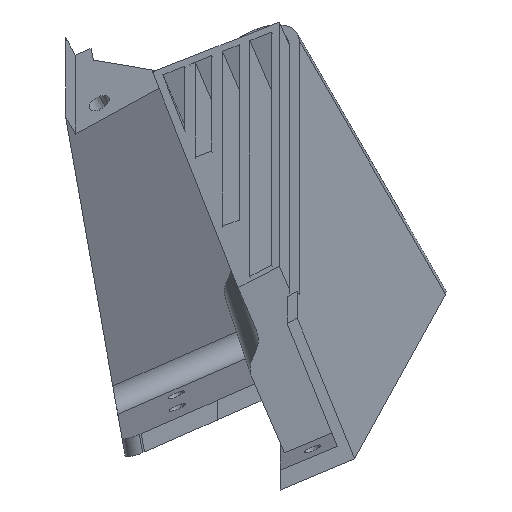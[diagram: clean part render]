
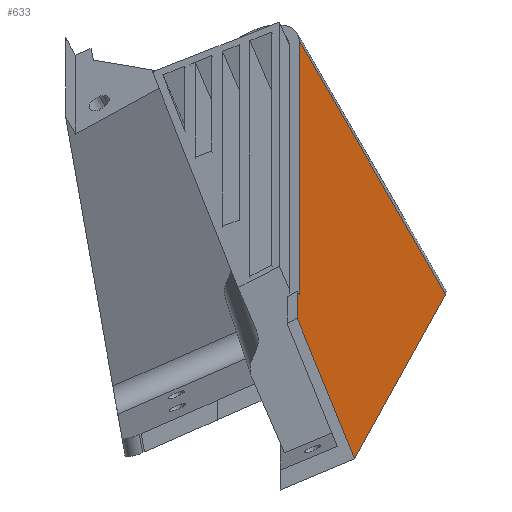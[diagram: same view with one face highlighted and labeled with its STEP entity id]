
A CAD part, top view. The second image highlights one B-rep face of the part: STEP entity #633.
In plain terms, the highlighted planar face has unit normal (0.908, 0.335, 0.253).
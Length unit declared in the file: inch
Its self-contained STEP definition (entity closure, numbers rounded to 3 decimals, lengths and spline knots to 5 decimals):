
#167 = VERTEX_POINT ( 'NONE', #2523 ) ;
#198 = CARTESIAN_POINT ( 'NONE',  ( 13.00212, 232.31069, 122.95341 ) ) ;
#201 = VERTEX_POINT ( 'NONE', #1700 ) ;
#246 = EDGE_CURVE ( 'NONE', #1650, #2169, #733, .T. ) ;
#299 = VECTOR ( 'NONE', #2555, 39.37008 ) ;
#338 = DIRECTION ( 'NONE',  ( 0.157, 0.286, -0.945 ) ) ;
#500 = LINE ( 'NONE', #2510, #2548 ) ;
#633 = ADVANCED_FACE ( 'NONE', ( #898 ), #2468, .T. ) ;
#680 = CARTESIAN_POINT ( 'NONE',  ( 12.89721, 232.49192, 123.08998 ) ) ;
#684 = EDGE_CURVE ( 'NONE', #1438, #990, #1782, .T. ) ;
#733 = LINE ( 'NONE', #2080, #1473 ) ;
#764 = EDGE_CURVE ( 'NONE', #990, #167, #933, .T. ) ;
#821 = CARTESIAN_POINT ( 'NONE',  ( 14.57099, 229.30638, 121.30143 ) ) ;
#839 = EDGE_CURVE ( 'NONE', #2169, #201, #1835, .T. ) ;
#884 = CARTESIAN_POINT ( 'NONE',  ( 13.00212, 232.01658, 123.34372 ) ) ;
#898 = FACE_OUTER_BOUND ( 'NONE', #2426, .T. ) ;
#928 = CARTESIAN_POINT ( 'NONE',  ( 12.97981, 229.0407, 127.37301 ) ) ;
#933 = LINE ( 'NONE', #1338, #299 ) ;
#990 = VERTEX_POINT ( 'NONE', #928 ) ;
#997 = DIRECTION ( 'NONE',  ( 0., -0.602, 0.799 ) ) ;
#1026 = ORIENTED_EDGE ( 'NONE', *, *, #1433, .T. ) ;
#1189 = ORIENTED_EDGE ( 'NONE', *, *, #764, .T. ) ;
#1296 = VECTOR ( 'NONE', #1566, 39.37008 ) ;
#1312 = DIRECTION ( 'NONE',  ( 0.908, 0.335, 0.253 ) ) ;
#1338 = CARTESIAN_POINT ( 'NONE',  ( 12.97981, 229.0407, 127.37301 ) ) ;
#1374 = EDGE_CURVE ( 'NONE', #201, #1438, #500, .T. ) ;
#1404 = ORIENTED_EDGE ( 'NONE', *, *, #684, .T. ) ;
#1433 = EDGE_CURVE ( 'NONE', #167, #1650, #1702, .T. ) ;
#1438 = VERTEX_POINT ( 'NONE', #2534 ) ;
#1464 = ORIENTED_EDGE ( 'NONE', *, *, #1374, .T. ) ;
#1473 = VECTOR ( 'NONE', #1918, 39.37008 ) ;
#1481 = DIRECTION ( 'NONE',  ( -0.346, 0.938, 0. ) ) ;
#1566 = DIRECTION ( 'NONE',  ( 0., -0.602, 0.799 ) ) ;
#1642 = VECTOR ( 'NONE', #338, 39.37008 ) ;
#1650 = VERTEX_POINT ( 'NONE', #821 ) ;
#1700 = CARTESIAN_POINT ( 'NONE',  ( 13.00212, 229.28755, 126.96526 ) ) ;
#1702 = LINE ( 'NONE', #1738, #1642 ) ;
#1738 = CARTESIAN_POINT ( 'NONE',  ( 13.59604, 227.53081, 127.16184 ) ) ;
#1782 = LINE ( 'NONE', #2330, #1296 ) ;
#1809 = ORIENTED_EDGE ( 'NONE', *, *, #839, .T. ) ;
#1835 = LINE ( 'NONE', #198, #2431 ) ;
#1887 = AXIS2_PLACEMENT_3D ( 'NONE', #680, #1312, #1481 ) ;
#1918 = DIRECTION ( 'NONE',  ( -0.42, 0.725, 0.546 ) ) ;
#2080 = CARTESIAN_POINT ( 'NONE',  ( 14.57099, 229.30638, 121.30143 ) ) ;
#2081 = DIRECTION ( 'NONE',  ( -0.42, 0.725, 0.546 ) ) ;
#2169 = VERTEX_POINT ( 'NONE', #884 ) ;
#2190 = ORIENTED_EDGE ( 'NONE', *, *, #246, .T. ) ;
#2330 = CARTESIAN_POINT ( 'NONE',  ( 12.97981, 232.05511, 123.37275 ) ) ;
#2426 = EDGE_LOOP ( 'NONE', ( #2190, #1809, #1464, #1404, #1189, #1026 ) ) ;
#2431 = VECTOR ( 'NONE', #997, 39.37008 ) ;
#2468 = PLANE ( 'NONE',  #1887 ) ;
#2510 = CARTESIAN_POINT ( 'NONE',  ( 12.89721, 229.46878, 127.10183 ) ) ;
#2523 = CARTESIAN_POINT ( 'NONE',  ( 13.59604, 227.53081, 127.16184 ) ) ;
#2534 = CARTESIAN_POINT ( 'NONE',  ( 12.97981, 229.32608, 126.9943 ) ) ;
#2548 = VECTOR ( 'NONE', #2081, 39.37008 ) ;
#2555 = DIRECTION ( 'NONE',  ( 0.375, -0.918, -0.128 ) ) ;
